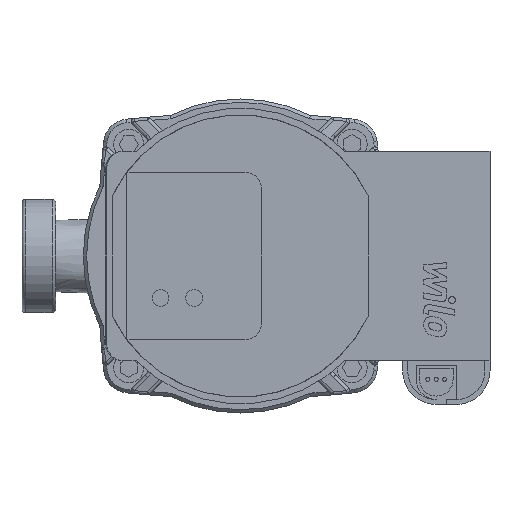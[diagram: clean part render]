
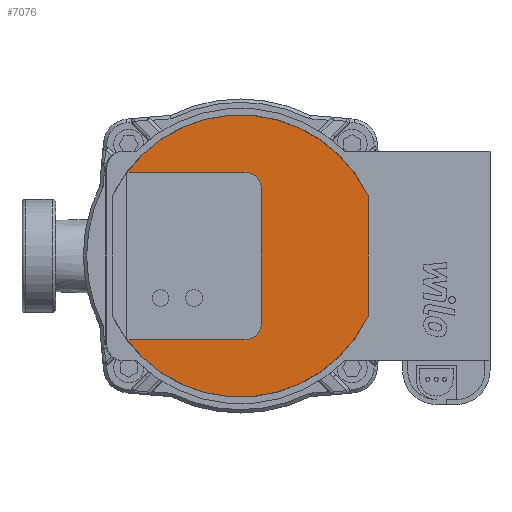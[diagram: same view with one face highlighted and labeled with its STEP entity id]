
A CAD part, front view. The second image highlights one B-rep face of the part: STEP entity #7076.
In plain terms, the highlighted planar face has unit normal (0, -1, 0).
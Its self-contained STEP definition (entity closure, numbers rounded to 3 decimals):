
#359=LINE('',#18303,#870);
#363=LINE('',#18315,#874);
#367=LINE('',#18327,#878);
#370=LINE('',#18336,#881);
#870=VECTOR('',#9157,10.);
#874=VECTOR('',#9169,10.);
#878=VECTOR('',#9181,10.);
#881=VECTOR('',#9192,10.);
#1664=FACE_OUTER_BOUND('',#2102,.T.);
#2102=EDGE_LOOP('',(#5848,#5849,#5850,#5851,#5852,#5853,#5854,#5855));
#2520=CIRCLE('',#7730,42.);
#2522=CIRCLE('',#7734,5.);
#2524=CIRCLE('',#7738,5.);
#2526=CIRCLE('',#7742,42.);
#3176=VERTEX_POINT('',#18293);
#3177=VERTEX_POINT('',#18295);
#3179=VERTEX_POINT('',#18301);
#3181=VERTEX_POINT('',#18307);
#3183=VERTEX_POINT('',#18313);
#3185=VERTEX_POINT('',#18319);
#3187=VERTEX_POINT('',#18325);
#3189=VERTEX_POINT('',#18331);
#4115=EDGE_CURVE('',#3176,#3177,#2520,.T.);
#4119=EDGE_CURVE('',#3179,#3176,#359,.T.);
#4122=EDGE_CURVE('',#3181,#3179,#2522,.T.);
#4125=EDGE_CURVE('',#3183,#3181,#363,.T.);
#4128=EDGE_CURVE('',#3185,#3183,#2524,.T.);
#4131=EDGE_CURVE('',#3187,#3185,#367,.T.);
#4134=EDGE_CURVE('',#3189,#3187,#2526,.T.);
#4136=EDGE_CURVE('',#3177,#3189,#370,.T.);
#5848=ORIENTED_EDGE('',*,*,#4136,.F.);
#5849=ORIENTED_EDGE('',*,*,#4115,.F.);
#5850=ORIENTED_EDGE('',*,*,#4119,.F.);
#5851=ORIENTED_EDGE('',*,*,#4122,.F.);
#5852=ORIENTED_EDGE('',*,*,#4125,.F.);
#5853=ORIENTED_EDGE('',*,*,#4128,.F.);
#5854=ORIENTED_EDGE('',*,*,#4131,.F.);
#5855=ORIENTED_EDGE('',*,*,#4134,.F.);
#6714=PLANE('',#7744);
#7076=ADVANCED_FACE('',(#1664),#6714,.F.);
#7730=AXIS2_PLACEMENT_3D('',#18296,#9150,#9151);
#7734=AXIS2_PLACEMENT_3D('',#18309,#9163,#9164);
#7738=AXIS2_PLACEMENT_3D('',#18321,#9175,#9176);
#7742=AXIS2_PLACEMENT_3D('',#18333,#9187,#9188);
#7744=AXIS2_PLACEMENT_3D('',#18337,#9193,#9194);
#9150=DIRECTION('center_axis',(0.,1.,0.));
#9151=DIRECTION('ref_axis',(-0.905,0.,0.426));
#9157=DIRECTION('',(-1.,0.,0.));
#9163=DIRECTION('center_axis',(0.,-1.,0.));
#9164=DIRECTION('ref_axis',(0.,0.,-1.));
#9169=DIRECTION('',(0.,0.,1.));
#9175=DIRECTION('center_axis',(0.,-1.,0.));
#9176=DIRECTION('ref_axis',(-1.,0.,0.));
#9181=DIRECTION('',(1.,0.,0.));
#9187=DIRECTION('center_axis',(0.,1.,0.));
#9188=DIRECTION('ref_axis',(0.905,0.,-0.426));
#9192=DIRECTION('',(0.,0.,-1.));
#9193=DIRECTION('center_axis',(0.,1.,0.));
#9194=DIRECTION('ref_axis',(0.,0.,1.));
#18293=CARTESIAN_POINT('',(31.251,-93.4,25.));
#18295=CARTESIAN_POINT('',(103.,-93.4,17.889));
#18296=CARTESIAN_POINT('Origin',(65.,-93.4,0.));
#18301=CARTESIAN_POINT('',(66.251,-93.4,25.));
#18303=CARTESIAN_POINT('',(66.251,-93.4,25.));
#18307=CARTESIAN_POINT('',(71.251,-93.4,20.));
#18309=CARTESIAN_POINT('Origin',(66.251,-93.4,20.));
#18313=CARTESIAN_POINT('',(71.251,-93.4,-20.));
#18315=CARTESIAN_POINT('',(71.251,-93.4,-20.));
#18319=CARTESIAN_POINT('',(66.251,-93.4,-25.));
#18321=CARTESIAN_POINT('Origin',(66.251,-93.4,-20.));
#18325=CARTESIAN_POINT('',(31.251,-93.4,-25.));
#18327=CARTESIAN_POINT('',(31.251,-93.4,-25.));
#18331=CARTESIAN_POINT('',(103.,-93.4,-17.889));
#18333=CARTESIAN_POINT('Origin',(65.,-93.4,0.));
#18336=CARTESIAN_POINT('',(103.,-93.4,17.889));
#18337=CARTESIAN_POINT('Origin',(68.331,-93.4,0.));
